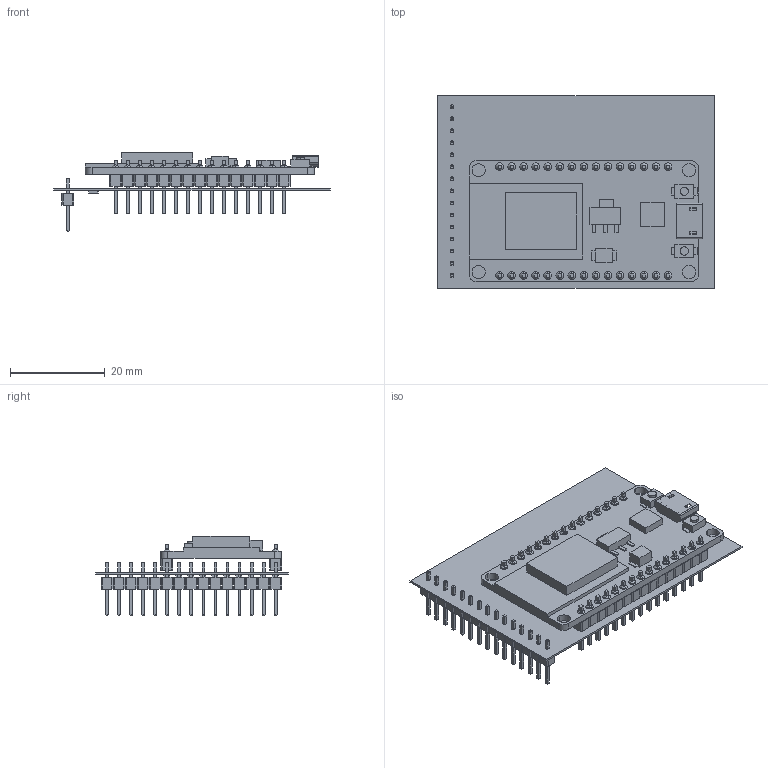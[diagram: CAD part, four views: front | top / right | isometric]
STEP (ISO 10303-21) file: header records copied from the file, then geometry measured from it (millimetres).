
FILE_DESCRIPTION(('Open CASCADE Model'),'2;1');
FILE_NAME('Open CASCADE Shape Model','2021-02-17T13:40:02',('Author'),( 'Open CASCADE'),'Open CASCADE STEP processor 6.8','Open CASCADE 6.8' ,'Unknown');
FILE_SCHEMA(('AUTOMOTIVE_DESIGN { 1 0 10303 214 1 1 1 1 }'));
Length unit declared in the file: millimetre
Products named in the file (19): PCB; Board; Open CASCADE STEP translator 6.8 3.1.1; J6; 61301511121; Header; U1; nodemcu; R12; User_Library-SMD_RESISTOR-0805; R11; R9; R8; R6; R5; R4; R3; R2; R1
Assembly tree (41 placements, depth 4):
  PCB
    Board
      Open CASCADE STEP translator 6.8 3.1.1
    J6
      61301511121
        Header  x15
    U1
      nodemcu
    R12
      User_Library-SMD_RESISTOR-0805
    R11
      User_Library-SMD_RESISTOR-0805
    R9
      User_Library-SMD_RESISTOR-0805
    R8
      User_Library-SMD_RESISTOR-0805
    R6
      User_Library-SMD_RESISTOR-0805
    R5
      User_Library-SMD_RESISTOR-0805
    R4
      User_Library-SMD_RESISTOR-0805
    R3
      User_Library-SMD_RESISTOR-0805
    R2
      User_Library-SMD_RESISTOR-0805
    R1
      User_Library-SMD_RESISTOR-0805
Bounding box: 58.42 x 40.64 x 16.68 mm (x, y, z)
Volume: 4522.9 mm3; surface area: 10408.9 mm2
Topology: 57 solids, 86 shells, 2422 faces, 6019 edges, 3952 vertices
Faces by surface type: plane 1779, bspline 450, cylinder 133, cone 60
Full cylindrical faces by diameter (mm): 0.762 x45
Entity records: 38046 total; most frequent: CARTESIAN_POINT 9996, ORIENTED_EDGE 5710, DIRECTION 5165, EDGE_CURVE 2855, LINE 2259, VECTOR 2259, VERTEX_POINT 1880, AXIS2_PLACEMENT_3D 1453
